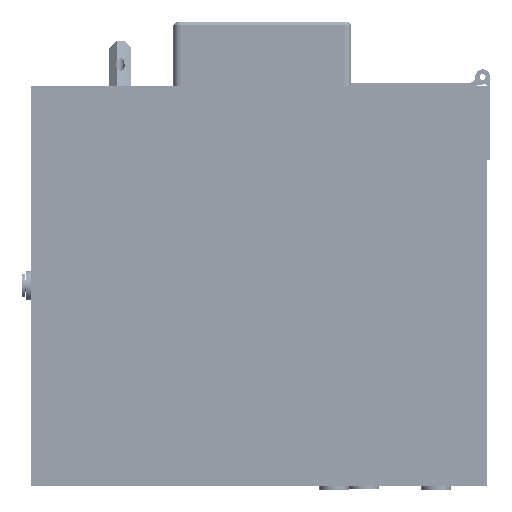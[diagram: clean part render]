
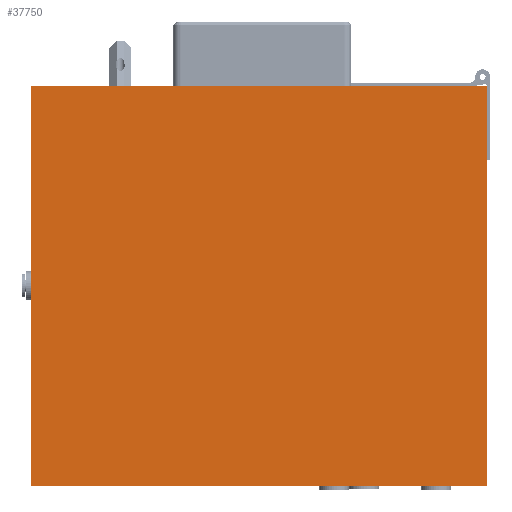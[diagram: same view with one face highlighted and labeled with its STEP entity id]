
A CAD part, left-side view. The second image highlights one B-rep face of the part: STEP entity #37750.
In plain terms, the highlighted face is planar.
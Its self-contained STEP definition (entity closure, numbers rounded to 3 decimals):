
#2248=PLANE('',#41629);
#4075=FACE_OUTER_BOUND('',#6447,.T.);
#6447=EDGE_LOOP('',(#31009,#31010,#31011,#31012));
#9475=LINE('',#60387,#13117);
#9479=LINE('',#60395,#13121);
#9484=LINE('',#60404,#13126);
#9486=LINE('',#60408,#13128);
#13117=VECTOR('',#49466,10.);
#13121=VECTOR('',#49472,10.);
#13126=VECTOR('',#49479,10.);
#13128=VECTOR('',#49485,10.);
#18437=VERTEX_POINT('',#60385);
#18438=VERTEX_POINT('',#60386);
#18441=VERTEX_POINT('',#60394);
#18444=VERTEX_POINT('',#60402);
#22878=EDGE_CURVE('',#18437,#18438,#9475,.T.);
#22882=EDGE_CURVE('',#18438,#18441,#9479,.T.);
#22887=EDGE_CURVE('',#18441,#18444,#9484,.T.);
#22889=EDGE_CURVE('',#18444,#18437,#9486,.T.);
#31009=ORIENTED_EDGE('',*,*,#22878,.T.);
#31010=ORIENTED_EDGE('',*,*,#22882,.T.);
#31011=ORIENTED_EDGE('',*,*,#22887,.T.);
#31012=ORIENTED_EDGE('',*,*,#22889,.T.);
#37750=ADVANCED_FACE('',(#4075),#2248,.T.);
#41629=AXIS2_PLACEMENT_3D('',#60409,#49486,#49487);
#49466=DIRECTION('',(1.,0.,0.));
#49472=DIRECTION('',(0.,1.,0.));
#49479=DIRECTION('',(-1.,0.,0.));
#49485=DIRECTION('',(0.,-1.,0.));
#49486=DIRECTION('center_axis',(0.,0.,
1.));
#49487=DIRECTION('ref_axis',(1.,0.,0.));
#60385=CARTESIAN_POINT('',(-270.,-308.,0.));
#60386=CARTESIAN_POINT('',(0.,-308.,0.));
#60387=CARTESIAN_POINT('',(-270.,-308.,0.));
#60394=CARTESIAN_POINT('',(0.,0.,0.));
#60395=CARTESIAN_POINT('',(0.,-308.,0.));
#60402=CARTESIAN_POINT('',(-270.,0.,0.));
#60404=CARTESIAN_POINT('',(0.,0.,0.));
#60408=CARTESIAN_POINT('',(-270.,0.,0.));
#60409=CARTESIAN_POINT('Origin',(-135.,-154.,0.));
